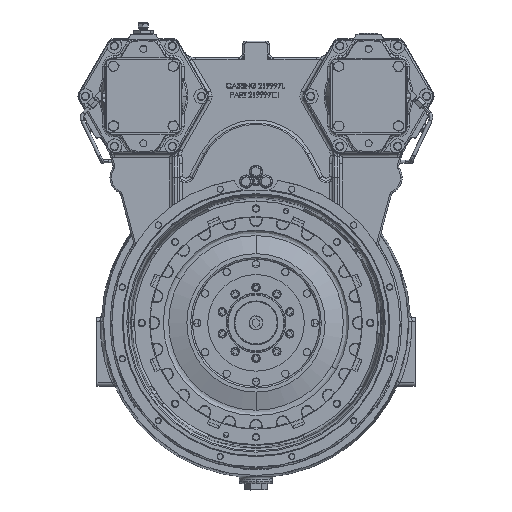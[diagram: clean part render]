
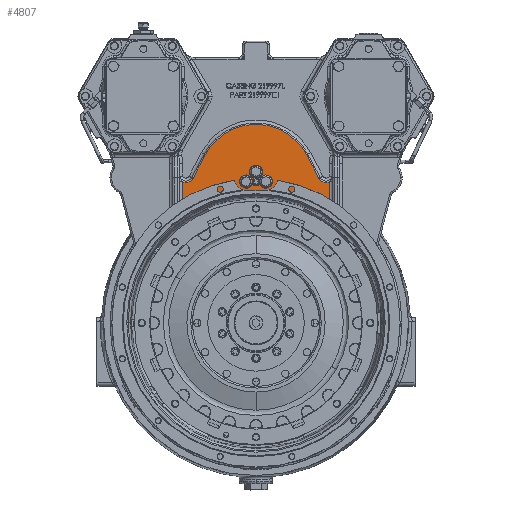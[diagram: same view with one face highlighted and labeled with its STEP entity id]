
A CAD part, top view. The second image highlights one B-rep face of the part: STEP entity #4807.
In plain terms, the highlighted planar face has unit normal (0, 0, 1).
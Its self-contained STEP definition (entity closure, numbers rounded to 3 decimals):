
#878 = CIRCLE ( 'NONE', #96584, 253.828 ) ;
#2174 = CARTESIAN_POINT ( 'NONE',  ( 3.843, 277.887, -46.228 ) ) ;
#3950 = CARTESIAN_POINT ( 'NONE',  ( -6.945, 267.099, -46.228 ) ) ;
#4807 = ADVANCED_FACE ( 'NONE', ( #90328, #85679 ), #171676, .T. ) ;
#4965 = DIRECTION ( 'NONE',  ( 1., 0., 0. ) ) ;
#6157 = CARTESIAN_POINT ( 'NONE',  ( 0., 289.992, -46.228 ) ) ;
#6310 = EDGE_CURVE ( 'NONE', #57014, #45357, #184748, .T. ) ;
#7615 = DIRECTION ( 'NONE',  ( -0.469, -0.883, 0. ) ) ;
#12322 = DIRECTION ( 'NONE',  ( 1., 0., 0. ) ) ;
#13106 = LINE ( 'NONE', #58659, #166766 ) ;
#13151 = CARTESIAN_POINT ( 'NONE',  ( 120.709, 277.557, -46.228 ) ) ;
#14914 = CARTESIAN_POINT ( 'NONE',  ( 6.945, 267.099, -46.228 ) ) ;
#15105 = DIRECTION ( 'NONE',  ( 0., 0., 1. ) ) ;
#16855 = DIRECTION ( 'NONE',  ( 0., 0., 1. ) ) ;
#17228 = DIRECTION ( 'NONE',  ( 0., 0., -1. ) ) ;
#17720 = EDGE_CURVE ( 'NONE', #33116, #133586, #153511, .T. ) ;
#20170 = CARTESIAN_POINT ( 'NONE',  ( -140.97, 203.326, -46.228 ) ) ;
#20282 = ORIENTED_EDGE ( 'NONE', *, *, #88295, .F. ) ;
#21095 = DIRECTION ( 'NONE',  ( 1., 0., 0. ) ) ;
#21746 = EDGE_CURVE ( 'NONE', #117397, #57014, #79664, .T. ) ;
#29325 = DIRECTION ( 'NONE',  ( 0., 0., 1. ) ) ;
#30733 = DIRECTION ( 'NONE',  ( 0., 0., -1. ) ) ;
#33116 = VERTEX_POINT ( 'NONE', #2174 ) ;
#34195 = EDGE_LOOP ( 'NONE', ( #68235, #37996, #20282, #42340, #65001, #46273 ) ) ;
#35442 = AXIS2_PLACEMENT_3D ( 'NONE', #104117, #15105, #119144 ) ;
#37996 = ORIENTED_EDGE ( 'NONE', *, *, #123913, .F. ) ;
#39880 = CARTESIAN_POINT ( 'NONE',  ( 0., 270.942, -46.228 ) ) ;
#40212 = CARTESIAN_POINT ( 'NONE',  ( 0., -256.486, -46.228 ) ) ;
#42340 = ORIENTED_EDGE ( 'NONE', *, *, #126262, .F. ) ;
#44469 = CARTESIAN_POINT ( 'NONE',  ( 0., 270.942, -46.228 ) ) ;
#45357 = VERTEX_POINT ( 'NONE', #96917 ) ;
#46191 = AXIS2_PLACEMENT_3D ( 'NONE', #190651, #101355, #12322 ) ;
#46273 = ORIENTED_EDGE ( 'NONE', *, *, #17720, .F. ) ;
#46543 = VERTEX_POINT ( 'NONE', #189711 ) ;
#46825 = VERTEX_POINT ( 'NONE', #151740 ) ;
#47336 = ORIENTED_EDGE ( 'NONE', *, *, #102320, .T. ) ;
#52480 = AXIS2_PLACEMENT_3D ( 'NONE', #39880, #143989, #54808 ) ;
#54808 = DIRECTION ( 'NONE',  ( 1., 0., 0. ) ) ;
#55120 = DIRECTION ( 'NONE',  ( 1., 0., 0. ) ) ;
#55318 = EDGE_CURVE ( 'NONE', #126321, #33116, #190118, .T. ) ;
#57014 = VERTEX_POINT ( 'NONE', #150533 ) ;
#58659 = CARTESIAN_POINT ( 'NONE',  ( 140.97, 275.627, -46.228 ) ) ;
#59405 = DIRECTION ( 'NONE',  ( 1., 0., 0. ) ) ;
#60382 = VERTEX_POINT ( 'NONE', #182324 ) ;
#65001 = ORIENTED_EDGE ( 'NONE', *, *, #173159, .F. ) ;
#65063 = CARTESIAN_POINT ( 'NONE',  ( -3.843, 277.887, -46.228 ) ) ;
#68235 = ORIENTED_EDGE ( 'NONE', *, *, #55318, .F. ) ;
#69919 = ORIENTED_EDGE ( 'NONE', *, *, #111339, .T. ) ;
#73088 = ORIENTED_EDGE ( 'NONE', *, *, #191953, .T. ) ;
#73595 = DIRECTION ( 'NONE',  ( 0., 1., 0. ) ) ;
#76917 = ORIENTED_EDGE ( 'NONE', *, *, #21746, .T. ) ;
#79664 = CIRCLE ( 'NONE', #86281, 15.748 ) ;
#85679 = FACE_BOUND ( 'NONE', #34195, .T. ) ;
#86281 = AXIS2_PLACEMENT_3D ( 'NONE', #119843, #30733, #134810 ) ;
#87994 = LINE ( 'NONE', #114518, #122900 ) ;
#88295 = EDGE_CURVE ( 'NONE', #114472, #172311, #190126, .T. ) ;
#90328 = FACE_OUTER_BOUND ( 'NONE', #128491, .T. ) ;
#91531 = AXIS2_PLACEMENT_3D ( 'NONE', #44469, #148563, #59405 ) ;
#92995 = ORIENTED_EDGE ( 'NONE', *, *, #6310, .T. ) ;
#93660 = CARTESIAN_POINT ( 'NONE',  ( -120.709, 277.557, -46.228 ) ) ;
#93914 = DIRECTION ( 'NONE',  ( 0., 0., -1. ) ) ;
#94154 = DIRECTION ( 'NONE',  ( 0., -1., 0. ) ) ;
#96584 = AXIS2_PLACEMENT_3D ( 'NONE', #106233, #17228, #121265 ) ;
#96917 = CARTESIAN_POINT ( 'NONE',  ( -140.97, 211.083, -46.228 ) ) ;
#100868 = VERTEX_POINT ( 'NONE', #112279 ) ;
#101355 = DIRECTION ( 'NONE',  ( 0., 0., 1. ) ) ;
#101585 = CIRCLE ( 'NONE', #112649, 12.7 ) ;
#102320 = EDGE_CURVE ( 'NONE', #185171, #46825, #87994, .T. ) ;
#103916 = AXIS2_PLACEMENT_3D ( 'NONE', #40212, #144309, #55120 ) ;
#104117 = CARTESIAN_POINT ( 'NONE',  ( 0., 270.942, -46.228 ) ) ;
#105373 = AXIS2_PLACEMENT_3D ( 'NONE', #6157, #110143, #21095 ) ;
#105449 = VECTOR ( 'NONE', #94154, 1000. ) ;
#105884 = CARTESIAN_POINT ( 'NONE',  ( 19.05, 270.942, -46.228 ) ) ;
#106233 = CARTESIAN_POINT ( 'NONE',  ( 0., 0., -46.228 ) ) ;
#110143 = DIRECTION ( 'NONE',  ( 0., 0., 1. ) ) ;
#110498 = VECTOR ( 'NONE', #7615, 1000. ) ;
#111339 = EDGE_CURVE ( 'NONE', #45357, #134686, #878, .T. ) ;
#112279 = CARTESIAN_POINT ( 'NONE',  ( -6.945, 274.785, -46.228 ) ) ;
#112649 = AXIS2_PLACEMENT_3D ( 'NONE', #118425, #29325, #133397 ) ;
#114472 = VERTEX_POINT ( 'NONE', #3950 ) ;
#114518 = CARTESIAN_POINT ( 'NONE',  ( 96.927, 322.375, -46.228 ) ) ;
#114659 = AXIS2_PLACEMENT_3D ( 'NONE', #183247, #93914, #4965 ) ;
#114721 = AXIS2_PLACEMENT_3D ( 'NONE', #105884, #16855, #120916 ) ;
#117397 = VERTEX_POINT ( 'NONE', #93660 ) ;
#118117 = CIRCLE ( 'NONE', #91531, 109.728 ) ;
#118425 = CARTESIAN_POINT ( 'NONE',  ( -19.05, 270.942, -46.228 ) ) ;
#118808 = EDGE_CURVE ( 'NONE', #46543, #117397, #189854, .T. ) ;
#119144 = DIRECTION ( 'NONE',  ( 1., 0., 0. ) ) ;
#119843 = CARTESIAN_POINT ( 'NONE',  ( -134.62, 284.939, -46.228 ) ) ;
#120916 = DIRECTION ( 'NONE',  ( 1., 0., 0. ) ) ;
#121265 = DIRECTION ( 'NONE',  ( 1., 0., 0. ) ) ;
#122900 = VECTOR ( 'NONE', #188827, 1000. ) ;
#123913 = EDGE_CURVE ( 'NONE', #172311, #126321, #130093, .T. ) ;
#126262 = EDGE_CURVE ( 'NONE', #100868, #114472, #101585, .T. ) ;
#126321 = VERTEX_POINT ( 'NONE', #164671 ) ;
#128491 = EDGE_LOOP ( 'NONE', ( #92995, #69919, #73088, #145157, #47336, #185620, #179565, #76917 ) ) ;
#130093 = CIRCLE ( 'NONE', #114721, 12.7 ) ;
#133397 = DIRECTION ( 'NONE',  ( 1., 0., 0. ) ) ;
#133586 = VERTEX_POINT ( 'NONE', #65063 ) ;
#134686 = VERTEX_POINT ( 'NONE', #143275 ) ;
#134810 = DIRECTION ( 'NONE',  ( 1., 0., 0. ) ) ;
#143275 = CARTESIAN_POINT ( 'NONE',  ( 140.97, 211.083, -46.228 ) ) ;
#143989 = DIRECTION ( 'NONE',  ( 0., 0., 1. ) ) ;
#144309 = DIRECTION ( 'NONE',  ( 0., 0., 1. ) ) ;
#145157 = ORIENTED_EDGE ( 'NONE', *, *, #177999, .T. ) ;
#148563 = DIRECTION ( 'NONE',  ( 0., 0., 1. ) ) ;
#150533 = CARTESIAN_POINT ( 'NONE',  ( -140.97, 270.528, -46.228 ) ) ;
#151740 = CARTESIAN_POINT ( 'NONE',  ( 96.927, 322.375, -46.228 ) ) ;
#153511 = CIRCLE ( 'NONE', #105373, 12.7 ) ;
#164671 = CARTESIAN_POINT ( 'NONE',  ( 6.945, 274.785, -46.228 ) ) ;
#166766 = VECTOR ( 'NONE', #73595, 1000. ) ;
#171676 = PLANE ( 'NONE',  #103916 ) ;
#172311 = VERTEX_POINT ( 'NONE', #14914 ) ;
#173159 = EDGE_CURVE ( 'NONE', #133586, #100868, #181544, .T. ) ;
#177999 = EDGE_CURVE ( 'NONE', #60382, #185171, #190628, .T. ) ;
#179565 = ORIENTED_EDGE ( 'NONE', *, *, #118808, .T. ) ;
#181544 = CIRCLE ( 'NONE', #52480, 7.937 ) ;
#182324 = CARTESIAN_POINT ( 'NONE',  ( 140.97, 270.528, -46.228 ) ) ;
#183247 = CARTESIAN_POINT ( 'NONE',  ( 134.62, 284.939, -46.228 ) ) ;
#184625 = CARTESIAN_POINT ( 'NONE',  ( -120.709, 277.557, -46.228 ) ) ;
#184748 = LINE ( 'NONE', #20170, #105449 ) ;
#185171 = VERTEX_POINT ( 'NONE', #13151 ) ;
#185620 = ORIENTED_EDGE ( 'NONE', *, *, #186690, .T. ) ;
#186690 = EDGE_CURVE ( 'NONE', #46825, #46543, #118117, .T. ) ;
#188827 = DIRECTION ( 'NONE',  ( -0.469, 0.883, 0. ) ) ;
#189711 = CARTESIAN_POINT ( 'NONE',  ( -96.927, 322.375, -46.228 ) ) ;
#189854 = LINE ( 'NONE', #184625, #110498 ) ;
#190118 = CIRCLE ( 'NONE', #46191, 7.937 ) ;
#190126 = CIRCLE ( 'NONE', #35442, 7.937 ) ;
#190628 = CIRCLE ( 'NONE', #114659, 15.748 ) ;
#190651 = CARTESIAN_POINT ( 'NONE',  ( 0., 270.942, -46.228 ) ) ;
#191953 = EDGE_CURVE ( 'NONE', #134686, #60382, #13106, .T. ) ;
